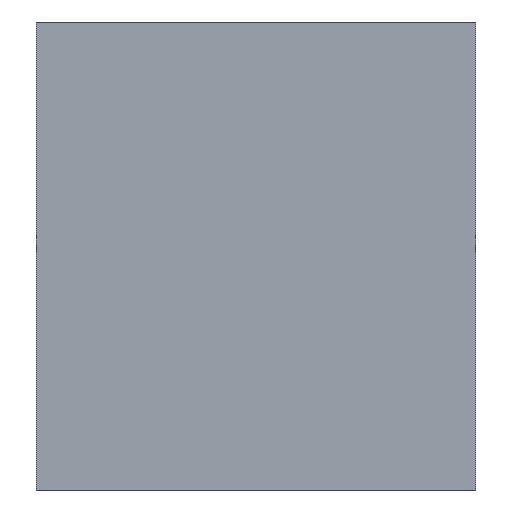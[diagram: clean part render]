
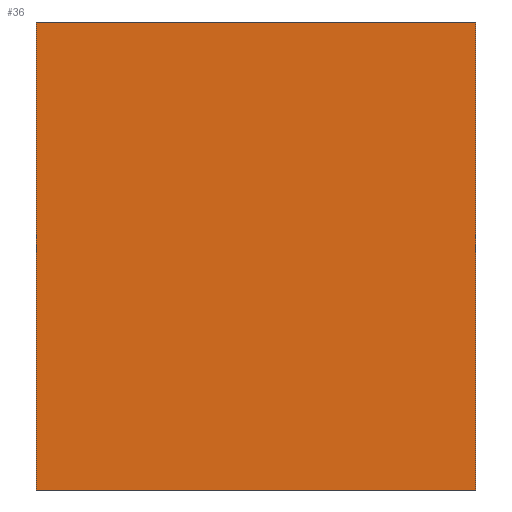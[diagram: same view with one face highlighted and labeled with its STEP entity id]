
A CAD part, left-side view. The second image highlights one B-rep face of the part: STEP entity #36.
In plain terms, the highlighted planar face has unit normal (-1, 0, 0).
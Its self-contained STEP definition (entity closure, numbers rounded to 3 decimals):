
#21 = ORIENTED_EDGE ( 'NONE', *, *, #303, .F. ) ;
#22 = ORIENTED_EDGE ( 'NONE', *, *, #26, .T. ) ;
#25 = EDGE_CURVE ( 'NONE', #256, #149, #317, .T. ) ;
#26 = EDGE_CURVE ( 'NONE', #301, #148, #222, .T. ) ;
#36 = ADVANCED_FACE ( 'NONE', ( #206 ), #205, .F. ) ;
#37 = EDGE_LOOP ( 'NONE', ( #21, #22, #39, #40 ) ) ;
#39 = ORIENTED_EDGE ( 'NONE', *, *, #262, .T. ) ;
#40 = ORIENTED_EDGE ( 'NONE', *, *, #25, .F. ) ;
#148 = VERTEX_POINT ( 'NONE', #528 ) ;
#149 = VERTEX_POINT ( 'NONE', #527 ) ;
#164 = DIRECTION ( 'NONE',  ( 0., 0., -1. ) ) ;
#165 = DIRECTION ( 'NONE',  ( 1., 0., 0. ) ) ;
#166 = AXIS2_PLACEMENT_3D ( 'NONE', #204, #165, #164 ) ;
#204 = CARTESIAN_POINT ( 'NONE',  ( -1.6, 1.5, -0.8 ) ) ;
#205 = PLANE ( 'NONE',  #166 ) ;
#206 = FACE_OUTER_BOUND ( 'NONE', #37, .T. ) ;
#219 = DIRECTION ( 'NONE',  ( 0., 1., 0. ) ) ;
#220 = VECTOR ( 'NONE', #219, 1000. ) ;
#221 = CARTESIAN_POINT ( 'NONE',  ( -1.6, 1.53, 0.83 ) ) ;
#222 = LINE ( 'NONE', #221, #220 ) ;
#223 = DIRECTION ( 'NONE',  ( 0., 1., 0. ) ) ;
#224 = VECTOR ( 'NONE', #223, 1000. ) ;
#225 = CARTESIAN_POINT ( 'NONE',  ( -1.6, 1.53, -0.83 ) ) ;
#256 = VERTEX_POINT ( 'NONE', #367 ) ;
#262 = EDGE_CURVE ( 'NONE', #148, #149, #486, .T. ) ;
#301 = VERTEX_POINT ( 'NONE', #504 ) ;
#303 = EDGE_CURVE ( 'NONE', #301, #256, #502, .T. ) ;
#317 = LINE ( 'NONE', #225, #224 ) ;
#367 = CARTESIAN_POINT ( 'NONE',  ( -1.6, -0.03, -0.83 ) ) ;
#463 = DIRECTION ( 'NONE',  ( 0., 0., -1. ) ) ;
#464 = VECTOR ( 'NONE', #463, 1000. ) ;
#481 = CARTESIAN_POINT ( 'NONE',  ( -1.6, 1.53, 2.498 ) ) ;
#486 = LINE ( 'NONE', #481, #464 ) ;
#499 = DIRECTION ( 'NONE',  ( 0., 0., -1. ) ) ;
#500 = VECTOR ( 'NONE', #499, 1000. ) ;
#501 = CARTESIAN_POINT ( 'NONE',  ( -1.6, -0.03, 2.498 ) ) ;
#502 = LINE ( 'NONE', #501, #500 ) ;
#504 = CARTESIAN_POINT ( 'NONE',  ( -1.6, -0.03, 0.83 ) ) ;
#527 = CARTESIAN_POINT ( 'NONE',  ( -1.6, 1.53, -0.83 ) ) ;
#528 = CARTESIAN_POINT ( 'NONE',  ( -1.6, 1.53, 0.83 ) ) ;
